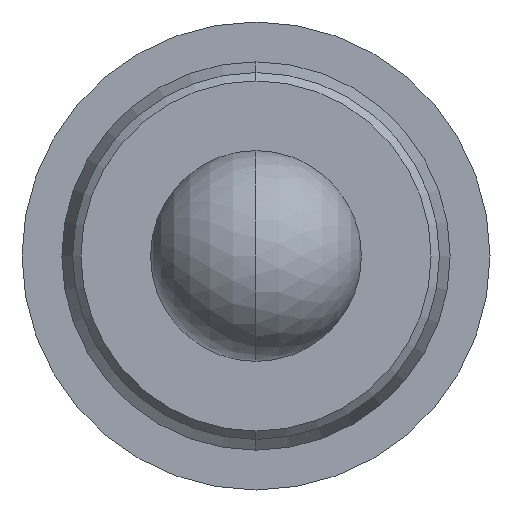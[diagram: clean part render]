
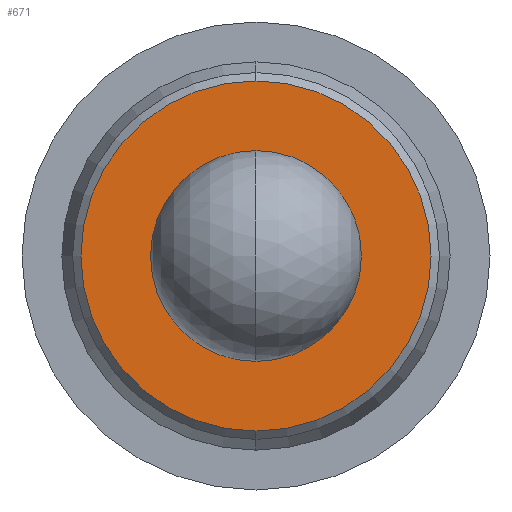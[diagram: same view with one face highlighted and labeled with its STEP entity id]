
A CAD part, left-side view. The second image highlights one B-rep face of the part: STEP entity #671.
In plain terms, the highlighted planar face has unit normal (-1, 0, 0).
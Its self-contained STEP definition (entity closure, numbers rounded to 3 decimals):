
#12 = EDGE_CURVE ( 'NONE', #966, #183, #400, .T. ) ;
#36 = ORIENTED_EDGE ( 'NONE', *, *, #888, .T. ) ;
#95 = CARTESIAN_POINT ( 'NONE',  ( -3.28, 0.635, 0. ) ) ;
#99 = VERTEX_POINT ( 'NONE', #169 ) ;
#100 = DIRECTION ( 'NONE',  ( 0., 0., -1. ) ) ;
#114 = ORIENTED_EDGE ( 'NONE', *, *, #488, .T. ) ;
#154 = AXIS2_PLACEMENT_3D ( 'NONE', #554, #560, #392 ) ;
#169 = CARTESIAN_POINT ( 'NONE',  ( -3.28, 0., 1.055 ) ) ;
#183 = VERTEX_POINT ( 'NONE', #927 ) ;
#184 = PLANE ( 'NONE',  #786 ) ;
#198 = AXIS2_PLACEMENT_3D ( 'NONE', #605, #840, #472 ) ;
#206 = VERTEX_POINT ( 'NONE', #414 ) ;
#329 = DIRECTION ( 'NONE',  ( 1., 0., 0. ) ) ;
#346 = ORIENTED_EDGE ( 'NONE', *, *, #536, .T. ) ;
#392 = DIRECTION ( 'NONE',  ( 0., 0., -1. ) ) ;
#400 = CIRCLE ( 'NONE', #154, 0.635 ) ;
#414 = CARTESIAN_POINT ( 'NONE',  ( -3.28, 0., -1.055 ) ) ;
#434 = CIRCLE ( 'NONE', #731, 0.635 ) ;
#472 = DIRECTION ( 'NONE',  ( 0., 0., 1. ) ) ;
#488 = EDGE_CURVE ( 'NONE', #206, #99, #896, .T. ) ;
#494 = ORIENTED_EDGE ( 'NONE', *, *, #12, .T. ) ;
#509 = AXIS2_PLACEMENT_3D ( 'NONE', #900, #965, #678 ) ;
#536 = EDGE_CURVE ( 'NONE', #183, #966, #434, .T. ) ;
#554 = CARTESIAN_POINT ( 'NONE',  ( -3.28, 0., 0. ) ) ;
#560 = DIRECTION ( 'NONE',  ( 1., 0., 0. ) ) ;
#605 = CARTESIAN_POINT ( 'NONE',  ( -3.28, 0., 0. ) ) ;
#614 = CARTESIAN_POINT ( 'NONE',  ( -3.28, 0., 0.635 ) ) ;
#647 = FACE_BOUND ( 'NONE', #868, .T. ) ;
#671 = ADVANCED_FACE ( 'NONE', ( #717, #647 ), #184, .T. ) ;
#678 = DIRECTION ( 'NONE',  ( 0., 0., 1. ) ) ;
#717 = FACE_OUTER_BOUND ( 'NONE', #758, .T. ) ;
#731 = AXIS2_PLACEMENT_3D ( 'NONE', #937, #329, #100 ) ;
#758 = EDGE_LOOP ( 'NONE', ( #114, #36 ) ) ;
#786 = AXIS2_PLACEMENT_3D ( 'NONE', #95, #932, #853 ) ;
#804 = CIRCLE ( 'NONE', #198, 1.055 ) ;
#840 = DIRECTION ( 'NONE',  ( -1., 0., 0. ) ) ;
#853 = DIRECTION ( 'NONE',  ( 0., 0., 1. ) ) ;
#868 = EDGE_LOOP ( 'NONE', ( #346, #494 ) ) ;
#888 = EDGE_CURVE ( 'NONE', #99, #206, #804, .T. ) ;
#896 = CIRCLE ( 'NONE', #509, 1.055 ) ;
#900 = CARTESIAN_POINT ( 'NONE',  ( -3.28, 0., 0. ) ) ;
#927 = CARTESIAN_POINT ( 'NONE',  ( -3.28, 0., -0.635 ) ) ;
#932 = DIRECTION ( 'NONE',  ( -1., 0., 0. ) ) ;
#937 = CARTESIAN_POINT ( 'NONE',  ( -3.28, 0., 0. ) ) ;
#965 = DIRECTION ( 'NONE',  ( -1., 0., 0. ) ) ;
#966 = VERTEX_POINT ( 'NONE', #614 ) ;
